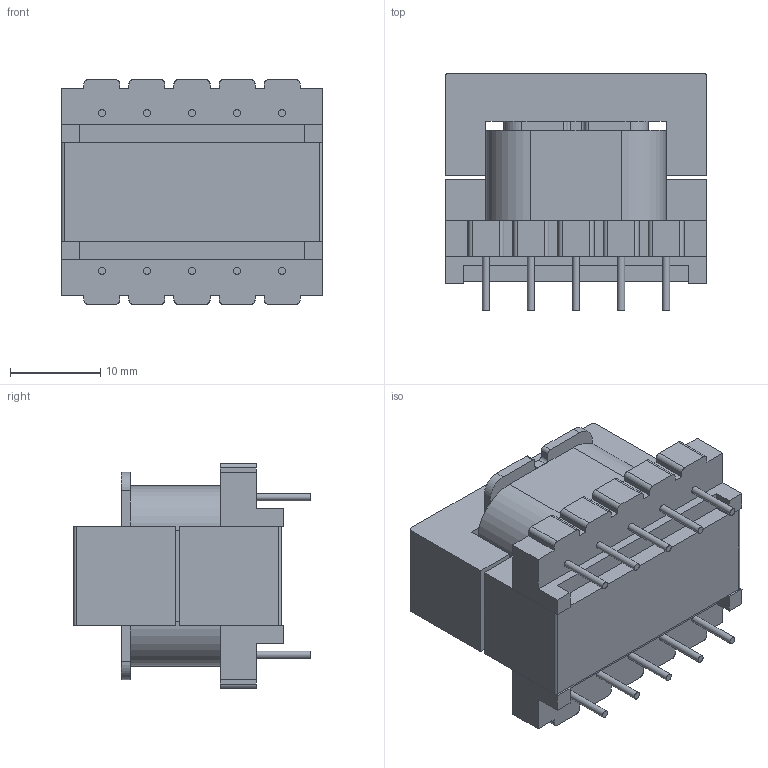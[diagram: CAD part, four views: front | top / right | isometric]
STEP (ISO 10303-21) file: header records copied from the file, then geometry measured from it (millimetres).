
FILE_DESCRIPTION(/* description */ (''),/* implementation_level */ '2;1');
FILE_NAME(/* name */ 'POL-15020 .step',/* time_stamp */ '2019-04-28T21:30:21+05:00',/* author */ ('alexa_11'),/* organization */ (''),/* preprocessor_version */ 'ST-DEVELOPER v18',/* originating_system */ 'Autodesk Translation Framework v8.2.0.1029',/* authorisation */ '');
FILE_SCHEMA (('AUTOMOTIVE_DESIGN { 1 0 10303 214 3 1 1 }'));
Length unit declared in the file: millimetre
Products named in the file (1): POL-15020
Bounding box: 29 x 26.3 x 25 mm (x, y, z)
Volume: 10657 mm3; surface area: 8498.6 mm2
Topology: 14 solids, 14 shells, 199 faces, 505 edges, 336 vertices
Faces by surface type: plane 148, cylinder 51
Full cylindrical faces by diameter (mm): 0.8 x10, 2 x1
Entity records: 6021 total; most frequent: CARTESIAN_POINT 1041, ORIENTED_EDGE 1010, DIRECTION 1007, EDGE_CURVE 505, LINE 403, VECTOR 403, VERTEX_POINT 336, AXIS2_PLACEMENT_3D 302
